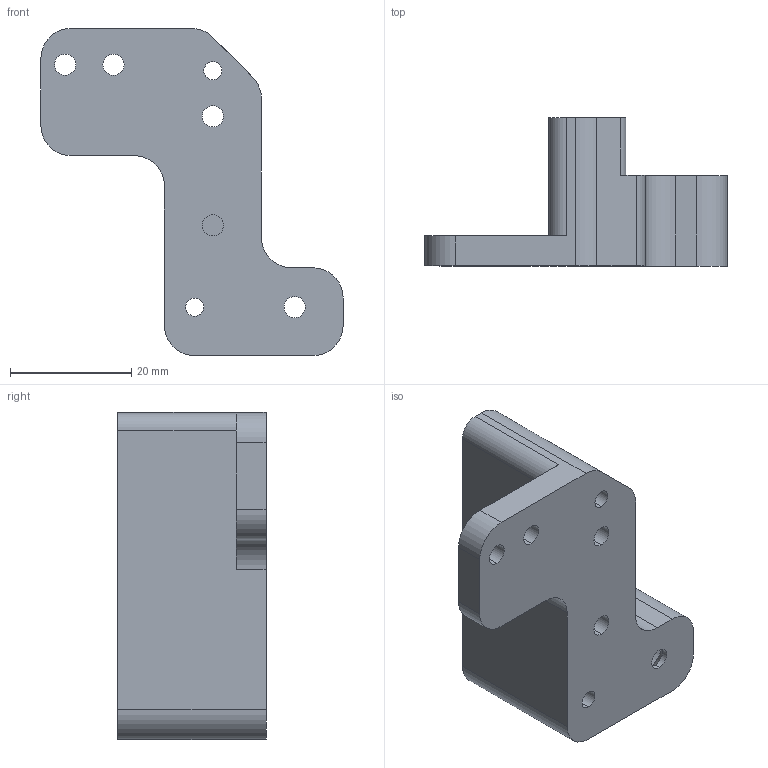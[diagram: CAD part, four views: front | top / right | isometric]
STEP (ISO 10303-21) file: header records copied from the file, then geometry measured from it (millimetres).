
FILE_DESCRIPTION (( 'STEP AP214' ), '1' );
FILE_NAME ('Base_right.STEP', '2020-07-04T06:58:02', ( '' ), ( '' ), 'SwSTEP 2.0', 'SolidWorks 2017', '' );
FILE_SCHEMA (( 'AUTOMOTIVE_DESIGN' ));
Length unit declared in the file: millimetre
Products named in the file (1): Base_right
Bounding box: 49.9 x 24.45 x 54 mm (x, y, z)
Volume: 19773 mm3; surface area: 8205.3 mm2
Topology: 1 solids, 1 shells, 79 faces, 207 edges, 135 vertices
Faces by surface type: cylinder 46, plane 23, torus 8, cone 2
Entity records: 2543 total; most frequent: DIRECTION 475, CARTESIAN_POINT 432, ORIENTED_EDGE 414, EDGE_CURVE 207, AXIS2_PLACEMENT_3D 190, VERTEX_POINT 135, CIRCLE 110, EDGE_LOOP 96
